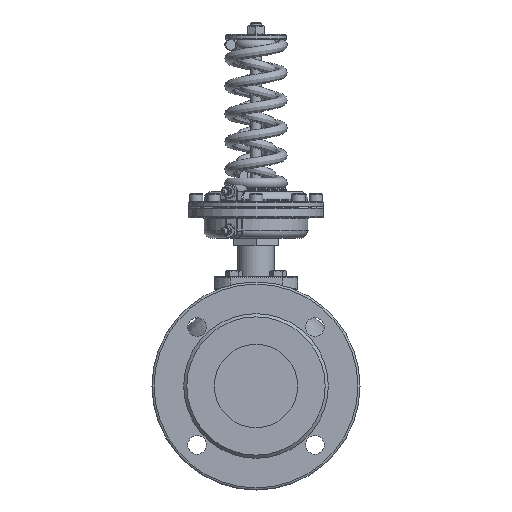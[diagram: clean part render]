
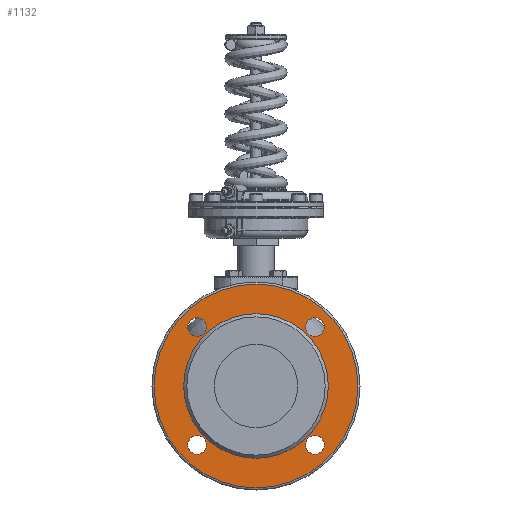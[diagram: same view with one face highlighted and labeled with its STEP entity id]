
A CAD part, front view. The second image highlights one B-rep face of the part: STEP entity #1132.
In plain terms, the highlighted face is planar.
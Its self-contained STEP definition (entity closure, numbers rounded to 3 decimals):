
#1132=ADVANCED_FACE('',(#7411,#7413,#7415,#7417,#7419,#7421),#7423,.T.);
#7411=FACE_BOUND('',#7412,.T.);
#7412=EDGE_LOOP('',(#19941));
#7413=FACE_BOUND('',#7414,.T.);
#7414=EDGE_LOOP('',(#19942));
#7415=FACE_BOUND('',#7416,.T.);
#7416=EDGE_LOOP('',(#19943));
#7417=FACE_BOUND('',#7418,.T.);
#7418=EDGE_LOOP('',(#19944));
#7419=FACE_BOUND('',#7420,.T.);
#7420=EDGE_LOOP('',(#19945));
#7421=FACE_BOUND('',#7422,.T.);
#7422=EDGE_LOOP('',(#19946));
#7423=PLANE('',#7424);
#7424=AXIS2_PLACEMENT_3D('',#7425,#7426,#7427);
#7425=CARTESIAN_POINT('',(152.,0.,0.));
#7426=DIRECTION('',(1.,0.,0.));
#7427=DIRECTION('',(0.,0.,1.));
#19941=ORIENTED_EDGE('',*,*,#21624,.F.);
#19942=ORIENTED_EDGE('',*,*,#21582,.T.);
#19943=ORIENTED_EDGE('',*,*,#21625,.T.);
#19944=ORIENTED_EDGE('',*,*,#21583,.T.);
#19945=ORIENTED_EDGE('',*,*,#21584,.T.);
#19946=ORIENTED_EDGE('',*,*,#21585,.T.);
#21582=EDGE_CURVE('',#22264,#22264,#22265,.T.);
#21583=EDGE_CURVE('',#22266,#22266,#22267,.T.);
#21584=EDGE_CURVE('',#22268,#22268,#22269,.T.);
#21585=EDGE_CURVE('',#22270,#22270,#22271,.T.);
#21624=EDGE_CURVE('',#22340,#22340,#22341,.T.);
#21625=EDGE_CURVE('',#22342,#22342,#22343,.T.);
#22264=VERTEX_POINT('',#25231);
#22265=CIRCLE('',#25232,9.);
#22266=VERTEX_POINT('',#25236);
#22267=CIRCLE('',#25237,9.);
#22268=VERTEX_POINT('',#25241);
#22269=CIRCLE('',#25242,9.);
#22270=VERTEX_POINT('',#25246);
#22271=CIRCLE('',#25247,9.);
#22340=VERTEX_POINT('',#26235);
#22341=CIRCLE('',#26236,98.);
#22342=VERTEX_POINT('',#26240);
#22343=CIRCLE('',#26241,69.5);
#25231=CARTESIAN_POINT('',(152.,-65.569,56.569));
#25232=AXIS2_PLACEMENT_3D('',#25233,#25234,#25235);
#25233=CARTESIAN_POINT('',(152.,-56.569,56.569));
#25234=DIRECTION('',(-1.,0.,0.));
#25235=DIRECTION('',(0.,-1.,0.));
#25236=CARTESIAN_POINT('',(152.,56.569,65.569));
#25237=AXIS2_PLACEMENT_3D('',#25238,#25239,#25240);
#25238=CARTESIAN_POINT('',(152.,56.569,56.569));
#25239=DIRECTION('',(-1.,0.,0.));
#25240=DIRECTION('',(0.,0.,1.));
#25241=CARTESIAN_POINT('',(152.,65.569,-56.569));
#25242=AXIS2_PLACEMENT_3D('',#25243,#25244,#25245);
#25243=CARTESIAN_POINT('',(152.,56.569,-56.569));
#25244=DIRECTION('',(-1.,0.,0.));
#25245=DIRECTION('',(0.,1.,0.));
#25246=CARTESIAN_POINT('',(152.,-56.569,-65.569));
#25247=AXIS2_PLACEMENT_3D('',#25248,#25249,#25250);
#25248=CARTESIAN_POINT('',(152.,-56.569,-56.569));
#25249=DIRECTION('',(-1.,0.,0.));
#25250=DIRECTION('',(0.,0.,-1.));
#26235=CARTESIAN_POINT('',(152.,0.,98.));
#26236=AXIS2_PLACEMENT_3D('',#26237,#26238,#26239);
#26237=CARTESIAN_POINT('',(152.,0.,0.));
#26238=DIRECTION('',(-1.,0.,0.));
#26239=DIRECTION('',(0.,0.,1.));
#26240=CARTESIAN_POINT('',(152.,0.,69.5));
#26241=AXIS2_PLACEMENT_3D('',#26242,#26243,#26244);
#26242=CARTESIAN_POINT('',(152.,0.,0.));
#26243=DIRECTION('',(-1.,0.,0.));
#26244=DIRECTION('',(0.,0.,1.));
